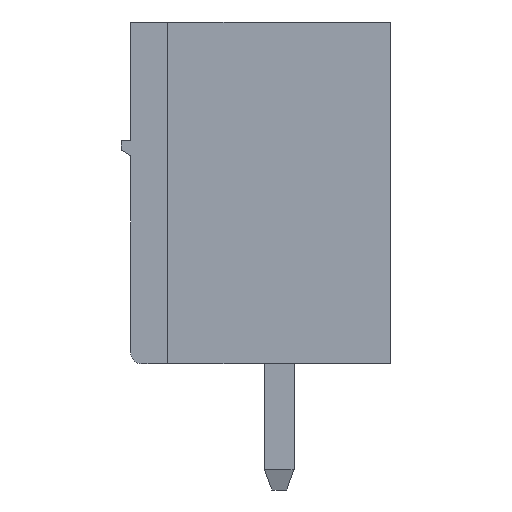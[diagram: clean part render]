
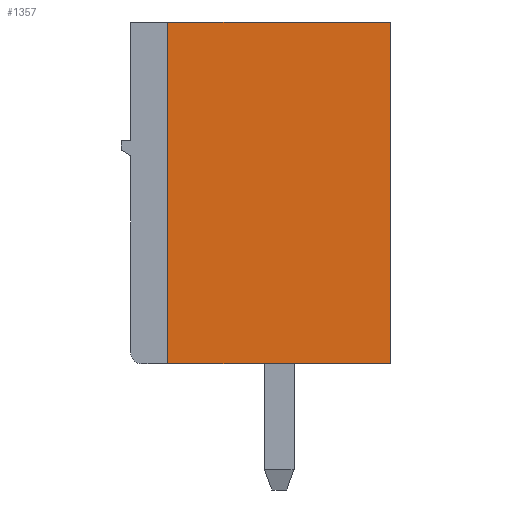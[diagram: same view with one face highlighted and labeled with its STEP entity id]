
A CAD part, left-side view. The second image highlights one B-rep face of the part: STEP entity #1357.
In plain terms, the highlighted planar face has unit normal (-1, 0, 0).
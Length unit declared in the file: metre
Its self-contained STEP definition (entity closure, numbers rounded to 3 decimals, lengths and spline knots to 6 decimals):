
#1357=ADVANCED_FACE('',(#2960),#2961,.F.);
#2960=FACE_OUTER_BOUND('',#4752,.T.);
#2961=PLANE('',#4753);
#4752=EDGE_LOOP('',(#8794,#8795,#8796,#8797));
#4753=AXIS2_PLACEMENT_3D('',#8798,#8799,#8800);
#8794=ORIENTED_EDGE('',*,*,#11923,.F.);
#8795=ORIENTED_EDGE('',*,*,#10486,.F.);
#8796=ORIENTED_EDGE('',*,*,#11924,.T.);
#8797=ORIENTED_EDGE('',*,*,#11925,.T.);
#8798=CARTESIAN_POINT('',(-1.091827,0.00386,0.000933));
#8799=DIRECTION('',(1.0,0.,0.));
#8800=DIRECTION('',(0.0,0.,1.0));
#10486=EDGE_CURVE('',#12521,#12512,#12523,.T.);
#11923=EDGE_CURVE('',#12512,#14697,#14698,.T.);
#11924=EDGE_CURVE('',#12521,#14699,#14700,.T.);
#11925=EDGE_CURVE('',#14699,#14697,#14701,.T.);
#12512=VERTEX_POINT('',#15445);
#12521=VERTEX_POINT('',#15459);
#12523=LINE('',#15462,#15463);
#14697=VERTEX_POINT('',#18637);
#14698=LINE('',#18638,#18639);
#14699=VERTEX_POINT('',#18640);
#14700=LINE('',#18641,#18642);
#14701=LINE('',#18643,#18644);
#15445=CARTESIAN_POINT('',(-1.091827,0.00386,0.000933));
#15459=CARTESIAN_POINT('',(-1.091827,0.00986,0.000933));
#15462=CARTESIAN_POINT('',(-1.091827,0.00386,0.000933));
#15463=VECTOR('',#19478,1.0);
#18637=CARTESIAN_POINT('',(-1.091827,0.00386,-0.008267));
#18638=CARTESIAN_POINT('',(-1.091827,0.00386,0.000933));
#18639=VECTOR('',#20716,1.0);
#18640=CARTESIAN_POINT('',(-1.091827,0.00986,-0.008267));
#18641=CARTESIAN_POINT('',(-1.091827,0.00986,0.000933));
#18642=VECTOR('',#20717,1.0);
#18643=CARTESIAN_POINT('',(-1.091827,0.00386,-0.008267));
#18644=VECTOR('',#20718,1.0);
#19478=DIRECTION('',(0.,-1.0,0.));
#20716=DIRECTION('',(0.,0.,-1.0));
#20717=DIRECTION('',(0.,0.,-1.0));
#20718=DIRECTION('',(0.,-1.0,0.));
